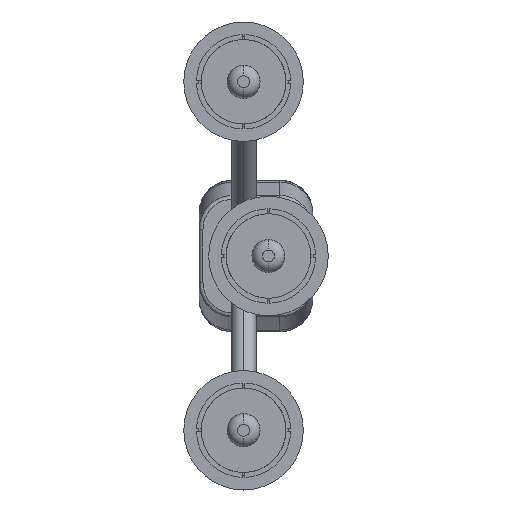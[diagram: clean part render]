
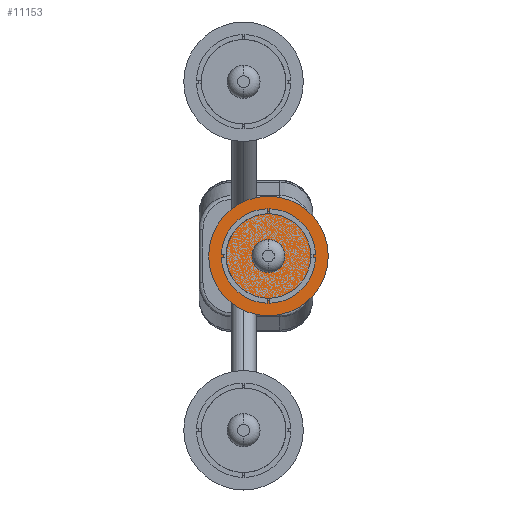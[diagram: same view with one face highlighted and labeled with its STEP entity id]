
A CAD part, front view. The second image highlights one B-rep face of the part: STEP entity #11153.
In plain terms, the highlighted face is planar.
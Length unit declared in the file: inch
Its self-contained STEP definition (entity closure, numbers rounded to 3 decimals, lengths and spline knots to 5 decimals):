
#71 = VERTEX_POINT ( 'NONE', #11356 ) ;
#154 = VERTEX_POINT ( 'NONE', #11479 ) ;
#162 = EDGE_CURVE ( 'NONE', #71, #154, #11522, .T. ) ;
#11090 = ORIENTED_EDGE ( 'NONE', *, *, #11091, .T. ) ;
#11091 = EDGE_CURVE ( 'NONE', #154, #71, #24799, .T. ) ;
#11149 = ORIENTED_EDGE ( 'NONE', *, *, #162, .T. ) ;
#11152 = EDGE_LOOP ( 'NONE', ( #11149, #11090 ) ) ;
#11153 = ADVANCED_FACE ( 'NONE', ( #24862 ), #24869, .F. ) ;
#11356 = CARTESIAN_POINT ( 'NONE',  ( -0.226, 0.5905, 0. ) ) ;
#11479 = CARTESIAN_POINT ( 'NONE',  ( 0.226, 0.5905, 0. ) ) ;
#11520 = CARTESIAN_POINT ( 'NONE',  ( 0., 0.5905, 0. ) ) ;
#11521 = AXIS2_PLACEMENT_3D ( 'NONE', #11520, #11620, #11619 ) ;
#11522 = CIRCLE ( 'NONE', #11521, 0.226 ) ;
#11619 = DIRECTION ( 'NONE',  ( -1., 0., 0. ) ) ;
#11620 = DIRECTION ( 'NONE',  ( 0., 1., 0. ) ) ;
#24794 = DIRECTION ( 'NONE',  ( -1., 0., 0. ) ) ;
#24796 = DIRECTION ( 'NONE',  ( 0., 1., 0. ) ) ;
#24797 = CARTESIAN_POINT ( 'NONE',  ( 0., 0.5905, 0. ) ) ;
#24798 = AXIS2_PLACEMENT_3D ( 'NONE', #24797, #24796, #24794 ) ;
#24799 = CIRCLE ( 'NONE', #24798, 0.226 ) ;
#24858 = DIRECTION ( 'NONE',  ( 1., 0., 0. ) ) ;
#24859 = DIRECTION ( 'NONE',  ( 0., -1., 0. ) ) ;
#24860 = CARTESIAN_POINT ( 'NONE',  ( 0., 0.5905, 0. ) ) ;
#24861 = AXIS2_PLACEMENT_3D ( 'NONE', #24860, #24859, #24858 ) ;
#24862 = FACE_OUTER_BOUND ( 'NONE', #11152, .T. ) ;
#24869 = PLANE ( 'NONE',  #24861 ) ;
